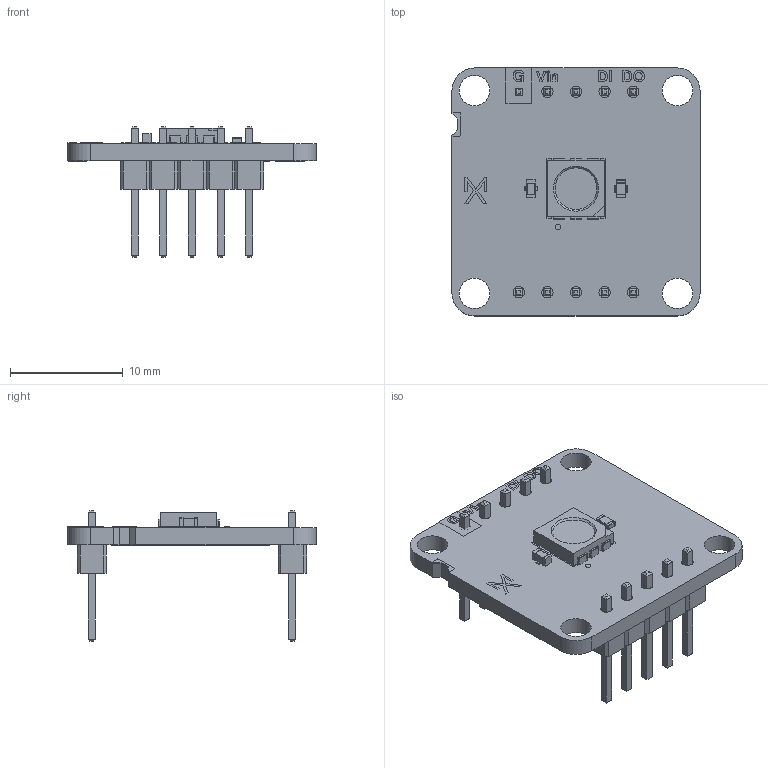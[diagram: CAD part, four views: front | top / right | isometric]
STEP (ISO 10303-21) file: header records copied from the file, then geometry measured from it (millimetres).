
FILE_DESCRIPTION(('KiCad electronic assembly'),'2;1');
FILE_NAME('STP_AX22-0036.step','2025-08-08T21:36:09',('Pcbnew'),('Kicad' ),'Open CASCADE STEP processor 7.8','KiCad to STEP converter', 'Unknown');
FILE_SCHEMA(('AUTOMOTIVE_DESIGN { 1 0 10303 214 1 1 1 1 }'));
Length unit declared in the file: millimetre
Products named in the file (7): STP_AX22-0036 1; C_0603_1608Metric; R_0603_1608Metric; led5050; PinHeader_1x05_P2.54mm_Vertical; AX22_NeoPixel_Single_silkscreen; AX22_NeoPixel_Single_PCB
Assembly tree (7 placements, depth 2):
  STP_AX22-0036 1
    C_0603_1608Metric
    R_0603_1608Metric
    led5050
    PinHeader_1x05_P2.54mm_Vertical  x2
    AX22_NeoPixel_Single_silkscreen
    AX22_NeoPixel_Single_PCB
Bounding box: 22 x 22 x 11.54 mm (x, y, z)
Volume: 909.1 mm3; surface area: 1770.1 mm2
Topology: 6 solids, 47 shells, 536 faces, 2182 edges, 1690 vertices
Faces by surface type: plane 390, cylinder 108, sphere 36, cone 2
Full cylindrical faces by diameter (mm): 1 x10, 2.7 x4
Entity records: 20567 total; most frequent: CARTESIAN_POINT 3776, DIRECTION 3066, ORIENTED_EDGE 2730, EDGE_CURVE 1850, VERTEX_POINT 1506, LINE 1474, VECTOR 1474, AXIS2_PLACEMENT_3D 796
